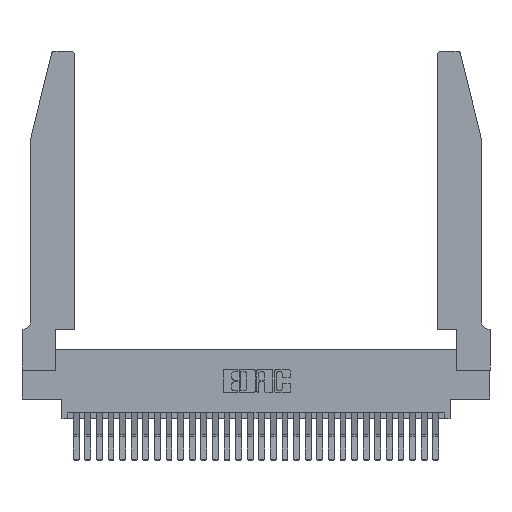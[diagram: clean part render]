
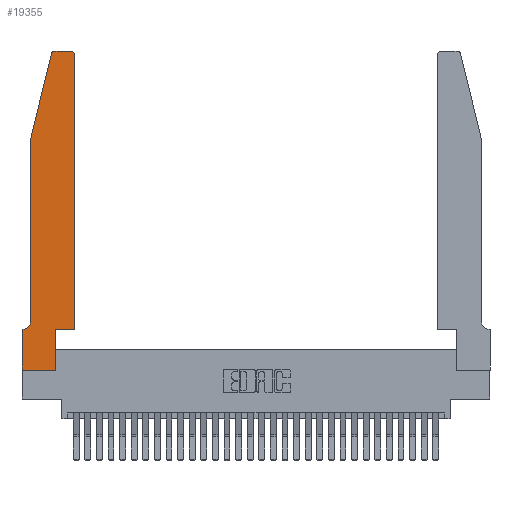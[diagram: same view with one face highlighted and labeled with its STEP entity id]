
A CAD part, top view. The second image highlights one B-rep face of the part: STEP entity #19355.
In plain terms, the highlighted planar face has unit normal (0, 0, 1).
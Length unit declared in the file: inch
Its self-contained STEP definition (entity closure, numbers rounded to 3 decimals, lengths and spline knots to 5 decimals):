
#289 = CARTESIAN_POINT ( 'NONE',  ( 0.2865, 0.35, 0.37 ) ) ;
#853 = DIRECTION ( 'NONE',  ( 0., -1., 0. ) ) ;
#1082 = CARTESIAN_POINT ( 'NONE',  ( 0., 0.35, 0.37 ) ) ;
#1218 = LINE ( 'NONE', #1392, #21690 ) ;
#1264 = ORIENTED_EDGE ( 'NONE', *, *, #6843, .T. ) ;
#1392 = CARTESIAN_POINT ( 'NONE',  ( 0.0755, 2., 0.37 ) ) ;
#1519 = ORIENTED_EDGE ( 'NONE', *, *, #25770, .T. ) ;
#1589 = VERTEX_POINT ( 'NONE', #6012 ) ;
#1672 = VERTEX_POINT ( 'NONE', #10336 ) ;
#1906 = DIRECTION ( 'NONE',  ( 0., 0., -1. ) ) ;
#2041 = DIRECTION ( 'NONE',  ( -1., 0., 0. ) ) ;
#2625 = CARTESIAN_POINT ( 'NONE',  ( 0.2865, 0.35, 0.37 ) ) ;
#2752 = CARTESIAN_POINT ( 'NONE',  ( 0.25487, 2.72718, 0.37 ) ) ;
#2816 = EDGE_CURVE ( 'NONE', #18090, #29148, #21720, .T. ) ;
#2955 = CIRCLE ( 'NONE', #23142, 0.03 ) ;
#3076 = CARTESIAN_POINT ( 'NONE',  ( 0.0755, 2., 0.37 ) ) ;
#3210 = EDGE_CURVE ( 'NONE', #29148, #1672, #10724, .T. ) ;
#3215 = CARTESIAN_POINT ( 'NONE',  ( 0.4205, 2.72, 0.37 ) ) ;
#4589 = FACE_OUTER_BOUND ( 'NONE', #7669, .T. ) ;
#5049 = EDGE_CURVE ( 'NONE', #7201, #9462, #2955, .T. ) ;
#5459 = VERTEX_POINT ( 'NONE', #5471 ) ;
#5471 = CARTESIAN_POINT ( 'NONE',  ( 0.4205, 2.75, 0.37 ) ) ;
#5646 = AXIS2_PLACEMENT_3D ( 'NONE', #1082, #10070, #30168 ) ;
#5809 = CARTESIAN_POINT ( 'NONE',  ( 0.284, 2.75, 0.37 ) ) ;
#6012 = CARTESIAN_POINT ( 'NONE',  ( 0.4505, 0.35, 0.37 ) ) ;
#6554 = ORIENTED_EDGE ( 'NONE', *, *, #18358, .T. ) ;
#6843 = EDGE_CURVE ( 'NONE', #17486, #1589, #29598, .T. ) ;
#6929 = VECTOR ( 'NONE', #853, 39.37008 ) ;
#7195 = ORIENTED_EDGE ( 'NONE', *, *, #13442, .T. ) ;
#7201 = VERTEX_POINT ( 'NONE', #5809 ) ;
#7642 = CARTESIAN_POINT ( 'NONE',  ( 0.0755, 2., 0.37 ) ) ;
#7669 = EDGE_LOOP ( 'NONE', ( #28297, #9727, #23683, #29230, #8818, #7195, #11639, #11255, #1519, #1264, #15532, #6554 ) ) ;
#8818 = ORIENTED_EDGE ( 'NONE', *, *, #22997, .T. ) ;
#9133 = CARTESIAN_POINT ( 'NONE',  ( 0.0055, 0.42, 0.37 ) ) ;
#9462 = VERTEX_POINT ( 'NONE', #2752 ) ;
#9727 = ORIENTED_EDGE ( 'NONE', *, *, #5049, .T. ) ;
#10070 = DIRECTION ( 'NONE',  ( 0., 0., 1. ) ) ;
#10336 = CARTESIAN_POINT ( 'NONE',  ( 0.2865, 0., 0.37 ) ) ;
#10724 = LINE ( 'NONE', #25345, #16056 ) ;
#10884 = DIRECTION ( 'NONE',  ( 0., 0., 1. ) ) ;
#11255 = ORIENTED_EDGE ( 'NONE', *, *, #3210, .T. ) ;
#11639 = ORIENTED_EDGE ( 'NONE', *, *, #2816, .T. ) ;
#11733 = CARTESIAN_POINT ( 'NONE',  ( 0.0755, 0.35, 0.37 ) ) ;
#12083 = PLANE ( 'NONE',  #5646 ) ;
#12157 = CARTESIAN_POINT ( 'NONE',  ( 0.284, 2.72, 0.37 ) ) ;
#12343 = DIRECTION ( 'NONE',  ( 0., 0., 1. ) ) ;
#12481 = EDGE_CURVE ( 'NONE', #27535, #13885, #1218, .T. ) ;
#13442 = EDGE_CURVE ( 'NONE', #19291, #18090, #24282, .T. ) ;
#13663 = DIRECTION ( 'NONE',  ( 0., -1., 0. ) ) ;
#13885 = VERTEX_POINT ( 'NONE', #25352 ) ;
#14155 = CARTESIAN_POINT ( 'NONE',  ( 0.2605, 2.75, 0.37 ) ) ;
#14159 = VECTOR ( 'NONE', #25636, 39.37008 ) ;
#14203 = VECTOR ( 'NONE', #24268, 39.37008 ) ;
#14787 = VERTEX_POINT ( 'NONE', #25853 ) ;
#14817 = DIRECTION ( 'NONE',  ( 1., 0., 0. ) ) ;
#15532 = ORIENTED_EDGE ( 'NONE', *, *, #20547, .T. ) ;
#15936 = EDGE_CURVE ( 'NONE', #5459, #7201, #19178, .T. ) ;
#16056 = VECTOR ( 'NONE', #30514, 39.37008 ) ;
#16733 = CARTESIAN_POINT ( 'NONE',  ( 0., 0., 0.37 ) ) ;
#16762 = DIRECTION ( 'NONE',  ( -1., 0., 0. ) ) ;
#17486 = VERTEX_POINT ( 'NONE', #2625 ) ;
#17500 = AXIS2_PLACEMENT_3D ( 'NONE', #9133, #1906, #16762 ) ;
#18090 = VERTEX_POINT ( 'NONE', #31438 ) ;
#18358 = EDGE_CURVE ( 'NONE', #14787, #5459, #25142, .T. ) ;
#19178 = LINE ( 'NONE', #14155, #30969 ) ;
#19291 = VERTEX_POINT ( 'NONE', #31434 ) ;
#19355 = ADVANCED_FACE ( 'NONE', ( #4589 ), #12083, .T. ) ;
#19513 = VECTOR ( 'NONE', #26848, 39.37008 ) ;
#20241 = CARTESIAN_POINT ( 'NONE',  ( 0., 0., 0.37 ) ) ;
#20442 = VECTOR ( 'NONE', #2041, 39.37008 ) ;
#20547 = EDGE_CURVE ( 'NONE', #1589, #14787, #22858, .T. ) ;
#21690 = VECTOR ( 'NONE', #13663, 39.37008 ) ;
#21720 = LINE ( 'NONE', #20241, #6929 ) ;
#22060 = AXIS2_PLACEMENT_3D ( 'NONE', #3215, #10884, #25290 ) ;
#22858 = LINE ( 'NONE', #28828, #14203 ) ;
#22997 = EDGE_CURVE ( 'NONE', #13885, #19291, #29536, .T. ) ;
#23142 = AXIS2_PLACEMENT_3D ( 'NONE', #12157, #12343, #14817 ) ;
#23366 = VECTOR ( 'NONE', #29893, 39.37008 ) ;
#23642 = DIRECTION ( 'NONE',  ( -1., 0., 0. ) ) ;
#23683 = ORIENTED_EDGE ( 'NONE', *, *, #29381, .T. ) ;
#24268 = DIRECTION ( 'NONE',  ( 0., 1., 0. ) ) ;
#24282 = LINE ( 'NONE', #11733, #20442 ) ;
#25142 = CIRCLE ( 'NONE', #22060, 0.03 ) ;
#25290 = DIRECTION ( 'NONE',  ( 1., 0., 0. ) ) ;
#25345 = CARTESIAN_POINT ( 'NONE',  ( 0., 0., 0.37 ) ) ;
#25352 = CARTESIAN_POINT ( 'NONE',  ( 0.0755, 0.42, 0.37 ) ) ;
#25636 = DIRECTION ( 'NONE',  ( 1., 0., 0. ) ) ;
#25770 = EDGE_CURVE ( 'NONE', #1672, #17486, #26004, .T. ) ;
#25853 = CARTESIAN_POINT ( 'NONE',  ( 0.4505, 2.72, 0.37 ) ) ;
#26004 = LINE ( 'NONE', #289, #19513 ) ;
#26014 = LINE ( 'NONE', #3076, #23366 ) ;
#26848 = DIRECTION ( 'NONE',  ( 0., 1., 0. ) ) ;
#27535 = VERTEX_POINT ( 'NONE', #7642 ) ;
#28297 = ORIENTED_EDGE ( 'NONE', *, *, #15936, .T. ) ;
#28828 = CARTESIAN_POINT ( 'NONE',  ( 0.4505, 0.35, 0.37 ) ) ;
#29148 = VERTEX_POINT ( 'NONE', #16733 ) ;
#29230 = ORIENTED_EDGE ( 'NONE', *, *, #12481, .T. ) ;
#29381 = EDGE_CURVE ( 'NONE', #9462, #27535, #26014, .T. ) ;
#29536 = CIRCLE ( 'NONE', #17500, 0.07 ) ;
#29598 = LINE ( 'NONE', #30922, #14159 ) ;
#29893 = DIRECTION ( 'NONE',  ( -0.239, -0.971, 0. ) ) ;
#30168 = DIRECTION ( 'NONE',  ( 1., 0., 0. ) ) ;
#30514 = DIRECTION ( 'NONE',  ( 1., 0., 0. ) ) ;
#30922 = CARTESIAN_POINT ( 'NONE',  ( 0.4505, 0.35, 0.37 ) ) ;
#30969 = VECTOR ( 'NONE', #23642, 39.37008 ) ;
#31434 = CARTESIAN_POINT ( 'NONE',  ( 0.0055, 0.35, 0.37 ) ) ;
#31438 = CARTESIAN_POINT ( 'NONE',  ( 0., 0.35, 0.37 ) ) ;
